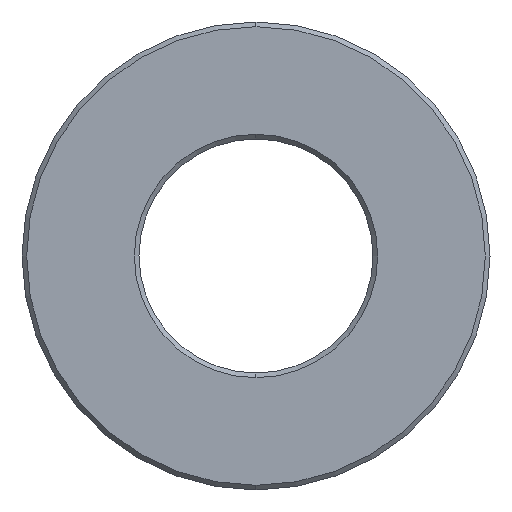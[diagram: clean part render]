
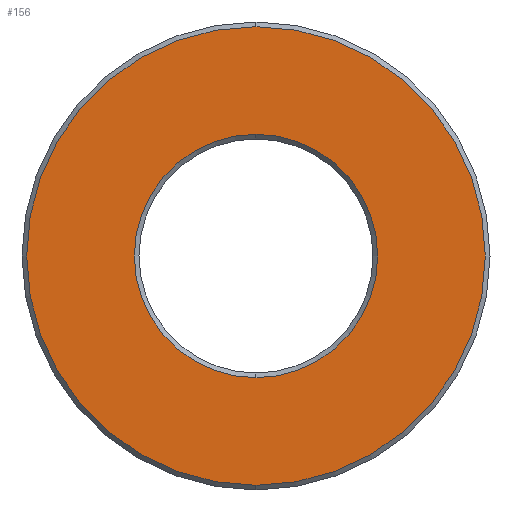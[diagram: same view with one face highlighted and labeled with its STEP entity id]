
A CAD part, left-side view. The second image highlights one B-rep face of the part: STEP entity #156.
In plain terms, the highlighted planar face has unit normal (-1, 0, 0).
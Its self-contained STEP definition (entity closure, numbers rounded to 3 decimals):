
#3 = DIRECTION ( 'NONE',  ( 1., 0., 0. ) ) ;
#4 = FACE_OUTER_BOUND ( 'NONE', #279, .T. ) ;
#14 = VERTEX_POINT ( 'NONE', #130 ) ;
#17 = AXIS2_PLACEMENT_3D ( 'NONE', #214, #335, #180 ) ;
#35 = ORIENTED_EDGE ( 'NONE', *, *, #388, .T. ) ;
#39 = CARTESIAN_POINT ( 'NONE',  ( -10., 0., 0. ) ) ;
#45 = VERTEX_POINT ( 'NONE', #324 ) ;
#51 = CARTESIAN_POINT ( 'NONE',  ( -10., 0., -2.6 ) ) ;
#56 = DIRECTION ( 'NONE',  ( -1., 0., 0. ) ) ;
#62 = CIRCLE ( 'NONE', #392, 4.9 ) ;
#77 = EDGE_CURVE ( 'NONE', #368, #14, #175, .T. ) ;
#105 = CIRCLE ( 'NONE', #140, 4.9 ) ;
#130 = CARTESIAN_POINT ( 'NONE',  ( -10., 0., 2.6 ) ) ;
#140 = AXIS2_PLACEMENT_3D ( 'NONE', #152, #346, #400 ) ;
#145 = EDGE_LOOP ( 'NONE', ( #379, #411 ) ) ;
#152 = CARTESIAN_POINT ( 'NONE',  ( -10., 0., 0. ) ) ;
#156 = ADVANCED_FACE ( 'NONE', ( #300, #4 ), #384, .F. ) ;
#157 = CARTESIAN_POINT ( 'NONE',  ( -10., 0., 0. ) ) ;
#175 = CIRCLE ( 'NONE', #268, 2.6 ) ;
#180 = DIRECTION ( 'NONE',  ( 0., 0., -1. ) ) ;
#204 = CARTESIAN_POINT ( 'NONE',  ( -10., 0., 0. ) ) ;
#205 = EDGE_CURVE ( 'NONE', #14, #368, #386, .T. ) ;
#214 = CARTESIAN_POINT ( 'NONE',  ( -10., 0., 0. ) ) ;
#240 = DIRECTION ( 'NONE',  ( 0., 0., -1. ) ) ;
#268 = AXIS2_PLACEMENT_3D ( 'NONE', #39, #3, #240 ) ;
#279 = EDGE_LOOP ( 'NONE', ( #35, #382 ) ) ;
#281 = AXIS2_PLACEMENT_3D ( 'NONE', #204, #356, #387 ) ;
#300 = FACE_BOUND ( 'NONE', #145, .T. ) ;
#318 = DIRECTION ( 'NONE',  ( 0., 0., -1. ) ) ;
#324 = CARTESIAN_POINT ( 'NONE',  ( -10., 0., -4.9 ) ) ;
#330 = EDGE_CURVE ( 'NONE', #351, #45, #105, .T. ) ;
#335 = DIRECTION ( 'NONE',  ( 1., 0., 0. ) ) ;
#346 = DIRECTION ( 'NONE',  ( -1., 0., 0. ) ) ;
#351 = VERTEX_POINT ( 'NONE', #371 ) ;
#356 = DIRECTION ( 'NONE',  ( 1., 0., 0. ) ) ;
#368 = VERTEX_POINT ( 'NONE', #51 ) ;
#371 = CARTESIAN_POINT ( 'NONE',  ( -10., 0., 4.9 ) ) ;
#379 = ORIENTED_EDGE ( 'NONE', *, *, #205, .T. ) ;
#382 = ORIENTED_EDGE ( 'NONE', *, *, #330, .T. ) ;
#384 = PLANE ( 'NONE',  #281 ) ;
#386 = CIRCLE ( 'NONE', #17, 2.6 ) ;
#387 = DIRECTION ( 'NONE',  ( 0., 0., -1. ) ) ;
#388 = EDGE_CURVE ( 'NONE', #45, #351, #62, .T. ) ;
#392 = AXIS2_PLACEMENT_3D ( 'NONE', #157, #56, #318 ) ;
#400 = DIRECTION ( 'NONE',  ( 0., 0., -1. ) ) ;
#411 = ORIENTED_EDGE ( 'NONE', *, *, #77, .T. ) ;
